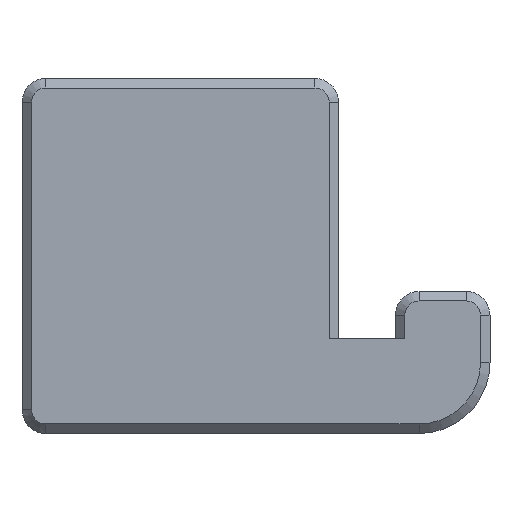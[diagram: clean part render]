
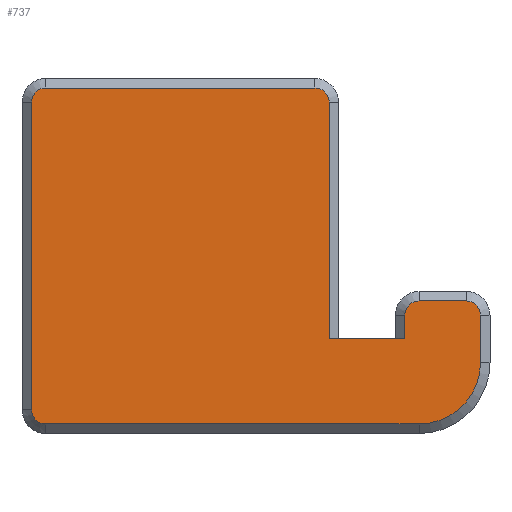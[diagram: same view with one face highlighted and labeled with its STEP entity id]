
A CAD part, front view. The second image highlights one B-rep face of the part: STEP entity #737.
In plain terms, the highlighted planar face has unit normal (0, -1, 0).
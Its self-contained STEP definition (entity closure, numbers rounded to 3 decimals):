
#45=CIRCLE('',#813,0.6);
#46=CIRCLE('',#816,0.6);
#47=CIRCLE('',#819,2.6);
#48=CIRCLE('',#822,0.6);
#49=CIRCLE('',#825,0.6);
#50=CIRCLE('',#828,0.6);
#105=FACE_OUTER_BOUND('',#151,.T.);
#151=EDGE_LOOP('',(#640,#641,#642,#643,#644,#645,#646,#647,#648,#649,#650,
#651,#652,#653));
#207=LINE('',#1199,#281);
#210=LINE('',#1205,#284);
#214=LINE('',#1214,#288);
#217=LINE('',#1222,#291);
#220=LINE('',#1230,#294);
#224=LINE('',#1239,#298);
#227=LINE('',#1247,#301);
#230=LINE('',#1254,#304);
#281=VECTOR('',#979,10.);
#284=VECTOR('',#984,10.);
#288=VECTOR('',#994,10.);
#291=VECTOR('',#1003,10.);
#294=VECTOR('',#1012,10.);
#298=VECTOR('',#1022,10.);
#301=VECTOR('',#1031,10.);
#304=VECTOR('',#1040,10.);
#349=VERTEX_POINT('',#1196);
#350=VERTEX_POINT('',#1198);
#352=VERTEX_POINT('',#1204);
#353=VERTEX_POINT('',#1209);
#354=VERTEX_POINT('',#1213);
#355=VERTEX_POINT('',#1217);
#356=VERTEX_POINT('',#1221);
#357=VERTEX_POINT('',#1225);
#358=VERTEX_POINT('',#1229);
#359=VERTEX_POINT('',#1234);
#360=VERTEX_POINT('',#1238);
#361=VERTEX_POINT('',#1242);
#362=VERTEX_POINT('',#1246);
#363=VERTEX_POINT('',#1250);
#434=EDGE_CURVE('',#350,#349,#207,.T.);
#437=EDGE_CURVE('',#350,#352,#210,.T.);
#440=EDGE_CURVE('',#352,#353,#45,.T.);
#442=EDGE_CURVE('',#353,#354,#214,.T.);
#444=EDGE_CURVE('',#354,#355,#46,.T.);
#446=EDGE_CURVE('',#355,#356,#217,.T.);
#448=EDGE_CURVE('',#356,#357,#47,.T.);
#450=EDGE_CURVE('',#357,#358,#220,.T.);
#453=EDGE_CURVE('',#358,#359,#48,.T.);
#455=EDGE_CURVE('',#359,#360,#224,.T.);
#457=EDGE_CURVE('',#360,#361,#49,.T.);
#459=EDGE_CURVE('',#361,#362,#227,.T.);
#461=EDGE_CURVE('',#362,#363,#50,.T.);
#463=EDGE_CURVE('',#363,#349,#230,.T.);
#640=ORIENTED_EDGE('',*,*,#434,.T.);
#641=ORIENTED_EDGE('',*,*,#463,.F.);
#642=ORIENTED_EDGE('',*,*,#461,.F.);
#643=ORIENTED_EDGE('',*,*,#459,.F.);
#644=ORIENTED_EDGE('',*,*,#457,.F.);
#645=ORIENTED_EDGE('',*,*,#455,.F.);
#646=ORIENTED_EDGE('',*,*,#453,.F.);
#647=ORIENTED_EDGE('',*,*,#450,.F.);
#648=ORIENTED_EDGE('',*,*,#448,.F.);
#649=ORIENTED_EDGE('',*,*,#446,.F.);
#650=ORIENTED_EDGE('',*,*,#444,.F.);
#651=ORIENTED_EDGE('',*,*,#442,.F.);
#652=ORIENTED_EDGE('',*,*,#440,.F.);
#653=ORIENTED_EDGE('',*,*,#437,.F.);
#694=PLANE('',#830);
#737=ADVANCED_FACE('',(#105),#694,.T.);
#813=AXIS2_PLACEMENT_3D('',#1210,#989,#990);
#816=AXIS2_PLACEMENT_3D('',#1218,#998,#999);
#819=AXIS2_PLACEMENT_3D('',#1226,#1007,#1008);
#822=AXIS2_PLACEMENT_3D('',#1235,#1017,#1018);
#825=AXIS2_PLACEMENT_3D('',#1243,#1026,#1027);
#828=AXIS2_PLACEMENT_3D('',#1251,#1035,#1036);
#830=AXIS2_PLACEMENT_3D('',#1255,#1041,#1042);
#979=DIRECTION('',(-1.,0.,0.));
#984=DIRECTION('',(0.,0.,1.));
#989=DIRECTION('center_axis',(0.,1.,0.));
#990=DIRECTION('ref_axis',(-0.707,0.,0.707));
#994=DIRECTION('',(1.,0.,0.));
#998=DIRECTION('center_axis',(0.,1.,0.));
#999=DIRECTION('ref_axis',(0.707,0.,0.707));
#1003=DIRECTION('',(0.,0.,-1.));
#1007=DIRECTION('center_axis',(0.,1.,0.));
#1008=DIRECTION('ref_axis',(0.707,0.,-0.707));
#1012=DIRECTION('',(-1.,0.,0.));
#1017=DIRECTION('center_axis',(0.,1.,0.));
#1018=DIRECTION('ref_axis',(-0.707,0.,-0.707));
#1022=DIRECTION('',(0.,0.,1.));
#1026=DIRECTION('center_axis',(0.,1.,0.));
#1027=DIRECTION('ref_axis',(-0.707,0.,0.707));
#1031=DIRECTION('',(1.,0.,0.));
#1035=DIRECTION('center_axis',(0.,1.,0.));
#1036=DIRECTION('ref_axis',(0.707,0.,0.707));
#1040=DIRECTION('',(0.,0.,-1.));
#1041=DIRECTION('center_axis',(0.,-1.,0.));
#1042=DIRECTION('ref_axis',(1.,0.,0.));
#1196=CARTESIAN_POINT('',(-180.4,-16.3,58.));
#1198=CARTESIAN_POINT('',(-177.2,-16.3,58.));
#1199=CARTESIAN_POINT('',(-179.795,-16.3,58.));
#1204=CARTESIAN_POINT('',(-177.2,-16.3,59.));
#1205=CARTESIAN_POINT('',(-177.2,-16.3,55.5));
#1209=CARTESIAN_POINT('',(-176.6,-16.3,59.6));
#1210=CARTESIAN_POINT('Origin',(-176.6,-16.3,59.));
#1213=CARTESIAN_POINT('',(-174.6,-16.3,59.6));
#1214=CARTESIAN_POINT('',(-177.795,-16.3,59.6));
#1217=CARTESIAN_POINT('',(-174.,-16.3,59.));
#1218=CARTESIAN_POINT('Origin',(-174.6,-16.3,59.));
#1221=CARTESIAN_POINT('',(-174.,-16.3,57.));
#1222=CARTESIAN_POINT('',(-174.,-16.3,52.5));
#1225=CARTESIAN_POINT('',(-176.6,-16.3,54.4));
#1226=CARTESIAN_POINT('Origin',(-176.6,-16.3,57.));
#1229=CARTESIAN_POINT('',(-192.38,-16.3,54.4));
#1230=CARTESIAN_POINT('',(-186.185,-16.3,54.4));
#1234=CARTESIAN_POINT('',(-192.98,-16.3,55.));
#1235=CARTESIAN_POINT('Origin',(-192.38,-16.3,55.));
#1238=CARTESIAN_POINT('',(-192.98,-16.3,68.));
#1239=CARTESIAN_POINT('',(-192.98,-16.3,60.));
#1242=CARTESIAN_POINT('',(-192.38,-16.3,68.6));
#1243=CARTESIAN_POINT('Origin',(-192.38,-16.3,68.));
#1246=CARTESIAN_POINT('',(-181.,-16.3,68.6));
#1247=CARTESIAN_POINT('',(-179.995,-16.3,68.6));
#1250=CARTESIAN_POINT('',(-180.4,-16.3,68.));
#1251=CARTESIAN_POINT('Origin',(-181.,-16.3,68.));
#1254=CARTESIAN_POINT('',(-180.4,-16.3,54.5));
#1255=CARTESIAN_POINT('Origin',(-181.99,-16.3,51.));
